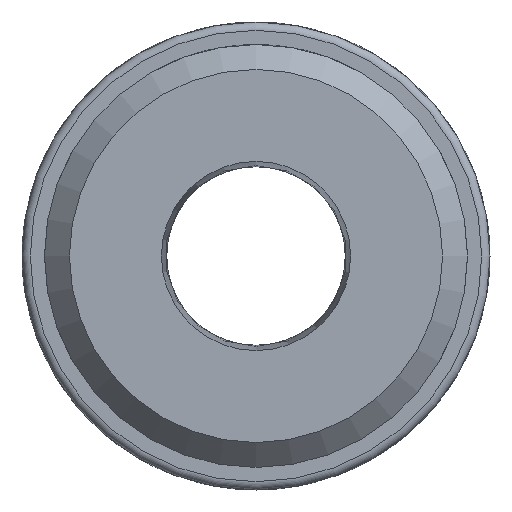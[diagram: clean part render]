
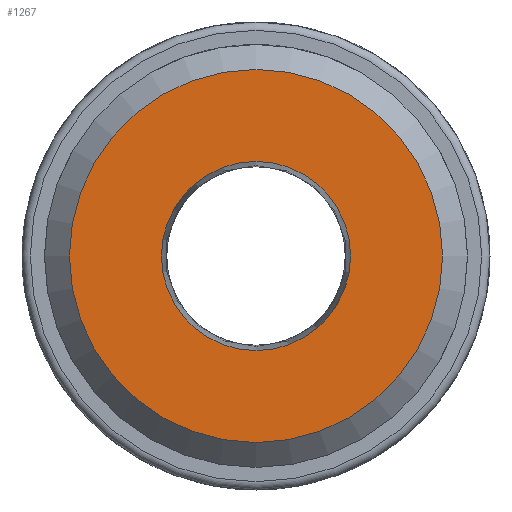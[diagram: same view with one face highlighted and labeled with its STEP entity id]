
A CAD part, left-side view. The second image highlights one B-rep face of the part: STEP entity #1267.
In plain terms, the highlighted planar face has unit normal (-1, 0, 0).
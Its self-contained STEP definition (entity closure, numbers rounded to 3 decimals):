
#50=FACE_BOUND('',#197,.T.);
#72=PLANE('',#1380);
#124=FACE_OUTER_BOUND('',#196,.T.);
#196=EDGE_LOOP('',(#908,#909));
#197=EDGE_LOOP('',(#910,#911));
#414=CIRCLE('',#1347,5.679);
#415=CIRCLE('',#1348,5.679);
#433=CIRCLE('',#1381,11.2);
#434=CIRCLE('',#1382,11.2);
#516=VERTEX_POINT('',#1966);
#517=VERTEX_POINT('',#1967);
#541=VERTEX_POINT('',#2041);
#542=VERTEX_POINT('',#2042);
#656=EDGE_CURVE('',#516,#517,#414,.T.);
#657=EDGE_CURVE('',#517,#516,#415,.T.);
#691=EDGE_CURVE('',#541,#542,#433,.T.);
#692=EDGE_CURVE('',#542,#541,#434,.T.);
#908=ORIENTED_EDGE('',*,*,#691,.F.);
#909=ORIENTED_EDGE('',*,*,#692,.F.);
#910=ORIENTED_EDGE('',*,*,#656,.T.);
#911=ORIENTED_EDGE('',*,*,#657,.T.);
#1267=ADVANCED_FACE('',(#124,#50),#72,.T.);
#1347=AXIS2_PLACEMENT_3D('',#1968,#1534,#1535);
#1348=AXIS2_PLACEMENT_3D('',#1969,#1536,#1537);
#1380=AXIS2_PLACEMENT_3D('',#2040,#1616,#1617);
#1381=AXIS2_PLACEMENT_3D('',#2043,#1618,#1619);
#1382=AXIS2_PLACEMENT_3D('',#2044,#1620,#1621);
#1534=DIRECTION('center_axis',(1.,0.,0.));
#1535=DIRECTION('ref_axis',(0.,0.,1.));
#1536=DIRECTION('center_axis',(1.,0.,0.));
#1537=DIRECTION('ref_axis',(0.,0.,1.));
#1616=DIRECTION('center_axis',(-1.,0.,0.));
#1617=DIRECTION('ref_axis',(0.,0.,1.));
#1618=DIRECTION('center_axis',(1.,0.,0.));
#1619=DIRECTION('ref_axis',(0.,0.,-1.));
#1620=DIRECTION('center_axis',(1.,0.,0.));
#1621=DIRECTION('ref_axis',(0.,0.,-1.));
#1966=CARTESIAN_POINT('',(-84.07,0.,5.679));
#1967=CARTESIAN_POINT('',(-84.07,0.,-5.679));
#1968=CARTESIAN_POINT('Origin',(-84.07,0.,0.));
#1969=CARTESIAN_POINT('Origin',(-84.07,0.,0.));
#2040=CARTESIAN_POINT('Origin',(-84.07,11.2,0.));
#2041=CARTESIAN_POINT('',(-84.07,11.2,0.));
#2042=CARTESIAN_POINT('',(-84.07,-11.2,0.));
#2043=CARTESIAN_POINT('Origin',(-84.07,0.,0.));
#2044=CARTESIAN_POINT('Origin',(-84.07,0.,0.));
